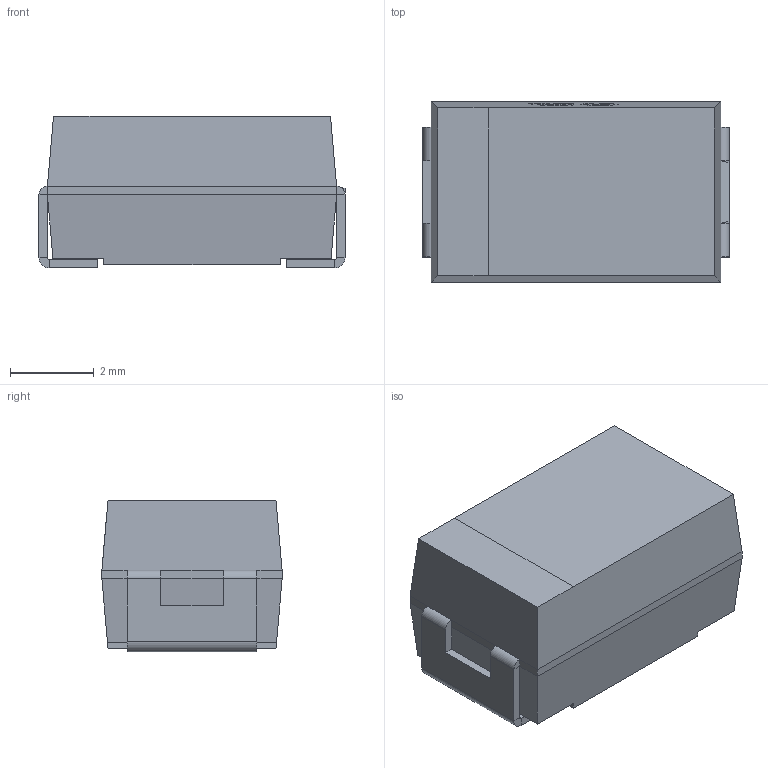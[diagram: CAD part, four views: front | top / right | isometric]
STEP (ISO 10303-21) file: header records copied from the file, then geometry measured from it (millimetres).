
FILE_DESCRIPTION (( 'STEP AP214' ), '1' );
FILE_NAME ('CAP-SMD_L7.3-W6.1-H3.1.step', '2022-07-01T06:43:45', ( '' ), ( '' ), 'SwSTEP 2.0', 'SolidWorks 2020', '' );
FILE_SCHEMA (( 'AUTOMOTIVE_DESIGN' ));
Length unit declared in the file: millimetre
Products named in the file (1): CAP-SMD_L7.3-W6.1-H3.1
Bounding box: 7.3 x 4.3 x 3.63 mm (x, y, z)
Volume: 101.8 mm3; surface area: 168.5 mm2
Topology: 2 solids, 2 shells, 293 faces, 774 edges, 500 vertices
Faces by surface type: plane 187, bspline 98, cylinder 8
Entity records: 12706 total; most frequent: CARTESIAN_POINT 2874, ORIENTED_EDGE 1548, DIRECTION 982, EDGE_CURVE 774, LINE 558, VECTOR 558, VERTEX_POINT 500, EDGE_LOOP 312
